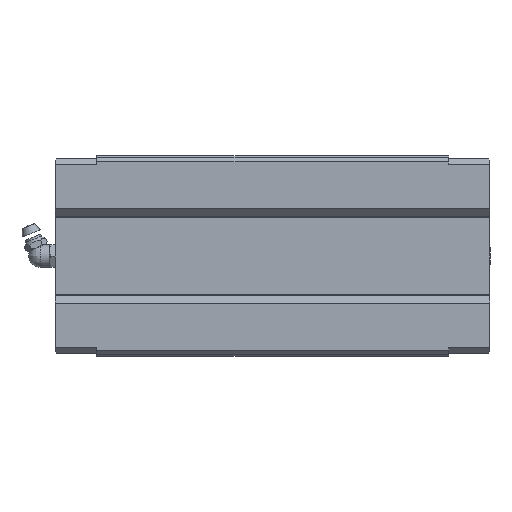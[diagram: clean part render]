
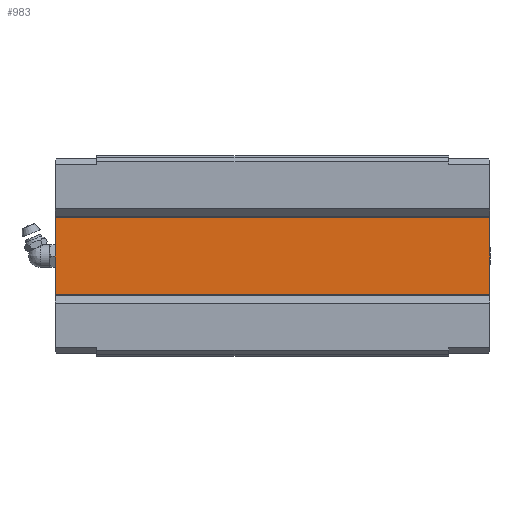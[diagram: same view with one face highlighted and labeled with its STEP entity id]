
A CAD part, front view. The second image highlights one B-rep face of the part: STEP entity #983.
In plain terms, the highlighted planar face has unit normal (0, -1, 0).
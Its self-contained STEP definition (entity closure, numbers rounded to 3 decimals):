
#49 = CARTESIAN_POINT ( 'NONE',  ( -76., 18.5, -14.018 ) ) ;
#88 = LINE ( 'NONE', #2517, #1439 ) ;
#194 = DIRECTION ( 'NONE',  ( 0., -1., 0. ) ) ;
#271 = VECTOR ( 'NONE', #3524, 1000. ) ;
#358 = VERTEX_POINT ( 'NONE', #4097 ) ;
#366 = ORIENTED_EDGE ( 'NONE', *, *, #4854, .T. ) ;
#389 = ORIENTED_EDGE ( 'NONE', *, *, #915, .T. ) ;
#600 = PLANE ( 'NONE',  #2055 ) ;
#866 = LINE ( 'NONE', #49, #3748 ) ;
#869 = DIRECTION ( 'NONE',  ( 0., 0., -1. ) ) ;
#892 = VERTEX_POINT ( 'NONE', #4364 ) ;
#915 = EDGE_CURVE ( 'NONE', #4126, #358, #1902, .T. ) ;
#983 = ADVANCED_FACE ( 'NONE', ( #4244 ), #600, .T. ) ;
#1276 = VERTEX_POINT ( 'NONE', #3395 ) ;
#1338 = DIRECTION ( 'NONE',  ( 0., 0., -1. ) ) ;
#1439 = VECTOR ( 'NONE', #3717, 1000. ) ;
#1830 = CARTESIAN_POINT ( 'NONE',  ( 76., 18.5, -14.018 ) ) ;
#1902 = LINE ( 'NONE', #1948, #271 ) ;
#1937 = ORIENTED_EDGE ( 'NONE', *, *, #2080, .T. ) ;
#1948 = CARTESIAN_POINT ( 'NONE',  ( 76., 18.5, -14.018 ) ) ;
#2055 = AXIS2_PLACEMENT_3D ( 'NONE', #3471, #194, #869 ) ;
#2080 = EDGE_CURVE ( 'NONE', #892, #4126, #4657, .T. ) ;
#2363 = CARTESIAN_POINT ( 'NONE',  ( 76., 18.5, -14.018 ) ) ;
#2458 = ORIENTED_EDGE ( 'NONE', *, *, #4251, .T. ) ;
#2517 = CARTESIAN_POINT ( 'NONE',  ( 76., 18.5, 14.018 ) ) ;
#2735 = VECTOR ( 'NONE', #2984, 1000. ) ;
#2984 = DIRECTION ( 'NONE',  ( 1., 0., 0. ) ) ;
#3395 = CARTESIAN_POINT ( 'NONE',  ( -76., 18.5, 14.018 ) ) ;
#3471 = CARTESIAN_POINT ( 'NONE',  ( 76., 18.5, -14.018 ) ) ;
#3524 = DIRECTION ( 'NONE',  ( 0., 0., 1. ) ) ;
#3717 = DIRECTION ( 'NONE',  ( -1., 0., 0. ) ) ;
#3748 = VECTOR ( 'NONE', #1338, 1000. ) ;
#4097 = CARTESIAN_POINT ( 'NONE',  ( 76., 18.5, 14.018 ) ) ;
#4115 = EDGE_LOOP ( 'NONE', ( #389, #366, #2458, #1937 ) ) ;
#4126 = VERTEX_POINT ( 'NONE', #2363 ) ;
#4244 = FACE_OUTER_BOUND ( 'NONE', #4115, .T. ) ;
#4251 = EDGE_CURVE ( 'NONE', #1276, #892, #866, .T. ) ;
#4364 = CARTESIAN_POINT ( 'NONE',  ( -76., 18.5, -14.018 ) ) ;
#4657 = LINE ( 'NONE', #1830, #2735 ) ;
#4854 = EDGE_CURVE ( 'NONE', #358, #1276, #88, .T. ) ;
